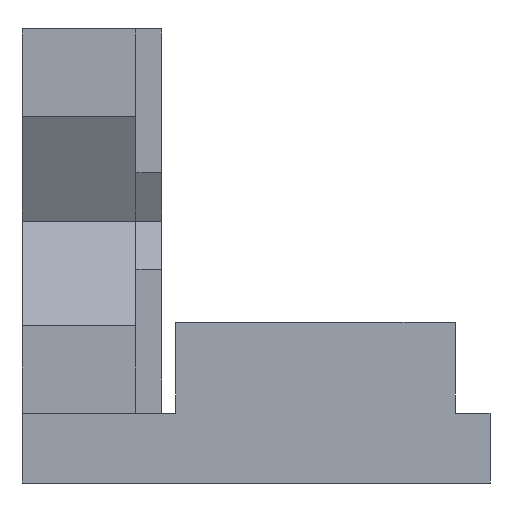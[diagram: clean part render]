
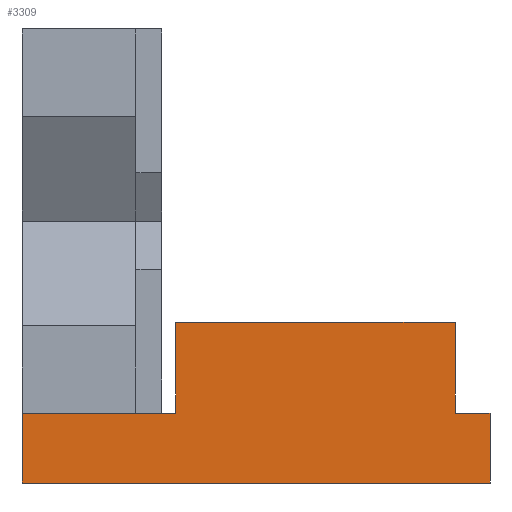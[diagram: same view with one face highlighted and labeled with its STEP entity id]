
A CAD part, front view. The second image highlights one B-rep face of the part: STEP entity #3309.
In plain terms, the highlighted planar face has unit normal (0, -1, 0).
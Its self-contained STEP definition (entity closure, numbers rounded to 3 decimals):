
#94 = ORIENTED_EDGE ( 'NONE', *, *, #1389, .F. ) ;
#117 = VECTOR ( 'NONE', #3204, 1000. ) ;
#172 = ORIENTED_EDGE ( 'NONE', *, *, #2078, .F. ) ;
#224 = CARTESIAN_POINT ( 'NONE',  ( -21.5, -43.75, 23. ) ) ;
#310 = CARTESIAN_POINT ( 'NONE',  ( -23.5, -43.75, 10. ) ) ;
#335 = LINE ( 'NONE', #569, #117 ) ;
#465 = CARTESIAN_POINT ( 'NONE',  ( 23.5, -43.75, 0. ) ) ;
#492 = DIRECTION ( 'NONE',  ( 0., 1., 0. ) ) ;
#508 = ORIENTED_EDGE ( 'NONE', *, *, #1010, .F. ) ;
#511 = LINE ( 'NONE', #310, #2308 ) ;
#517 = VECTOR ( 'NONE', #2632, 1000. ) ;
#553 = DIRECTION ( 'NONE',  ( 1., 0., 0. ) ) ;
#562 = DIRECTION ( 'NONE',  ( 1., 0., 0. ) ) ;
#569 = CARTESIAN_POINT ( 'NONE',  ( -43.5, -43.75, 10. ) ) ;
#624 = CARTESIAN_POINT ( 'NONE',  ( 18.5, -43.75, 10. ) ) ;
#658 = ORIENTED_EDGE ( 'NONE', *, *, #762, .T. ) ;
#700 = DIRECTION ( 'NONE',  ( 0., 0., -1. ) ) ;
#762 = EDGE_CURVE ( 'NONE', #2670, #1573, #2170, .T. ) ;
#767 = EDGE_CURVE ( 'NONE', #866, #2670, #335, .T. ) ;
#770 = VERTEX_POINT ( 'NONE', #624 ) ;
#866 = VERTEX_POINT ( 'NONE', #2281 ) ;
#918 = VECTOR ( 'NONE', #1696, 1000. ) ;
#1010 = EDGE_CURVE ( 'NONE', #770, #2790, #511, .T. ) ;
#1081 = LINE ( 'NONE', #1806, #517 ) ;
#1198 = ORIENTED_EDGE ( 'NONE', *, *, #2162, .F. ) ;
#1290 = LINE ( 'NONE', #224, #3145 ) ;
#1330 = ORIENTED_EDGE ( 'NONE', *, *, #2128, .T. ) ;
#1389 = EDGE_CURVE ( 'NONE', #1522, #770, #1956, .T. ) ;
#1405 = VERTEX_POINT ( 'NONE', #2272 ) ;
#1447 = AXIS2_PLACEMENT_3D ( 'NONE', #3327, #492, #3131 ) ;
#1455 = CARTESIAN_POINT ( 'NONE',  ( 23.5, -43.75, 10. ) ) ;
#1522 = VERTEX_POINT ( 'NONE', #2659 ) ;
#1573 = VERTEX_POINT ( 'NONE', #465 ) ;
#1592 = VECTOR ( 'NONE', #553, 1000. ) ;
#1652 = CARTESIAN_POINT ( 'NONE',  ( -43.5, -43.75, 0. ) ) ;
#1696 = DIRECTION ( 'NONE',  ( 0., 0., -1. ) ) ;
#1782 = FACE_OUTER_BOUND ( 'NONE', #2445, .T. ) ;
#1797 = CARTESIAN_POINT ( 'NONE',  ( 23.5, -43.75, 10. ) ) ;
#1806 = CARTESIAN_POINT ( 'NONE',  ( -21.5, -43.75, 23. ) ) ;
#1822 = VERTEX_POINT ( 'NONE', #2999 ) ;
#1956 = LINE ( 'NONE', #2239, #918 ) ;
#1957 = ORIENTED_EDGE ( 'NONE', *, *, #2044, .F. ) ;
#2044 = EDGE_CURVE ( 'NONE', #2790, #1573, #2749, .T. ) ;
#2078 = EDGE_CURVE ( 'NONE', #866, #1405, #2233, .T. ) ;
#2128 = EDGE_CURVE ( 'NONE', #1822, #1405, #1290, .T. ) ;
#2162 = EDGE_CURVE ( 'NONE', #1822, #1522, #1081, .T. ) ;
#2170 = LINE ( 'NONE', #3224, #1592 ) ;
#2219 = CARTESIAN_POINT ( 'NONE',  ( -23.5, -43.75, 10. ) ) ;
#2233 = LINE ( 'NONE', #2219, #2697 ) ;
#2239 = CARTESIAN_POINT ( 'NONE',  ( 18.5, -43.75, 23. ) ) ;
#2256 = VECTOR ( 'NONE', #700, 1000. ) ;
#2272 = CARTESIAN_POINT ( 'NONE',  ( -21.5, -43.75, 10. ) ) ;
#2281 = CARTESIAN_POINT ( 'NONE',  ( -43.5, -43.75, 10. ) ) ;
#2301 = DIRECTION ( 'NONE',  ( 0., 0., -1. ) ) ;
#2308 = VECTOR ( 'NONE', #562, 1000. ) ;
#2445 = EDGE_LOOP ( 'NONE', ( #172, #2877, #658, #1957, #508, #94, #1198, #1330 ) ) ;
#2632 = DIRECTION ( 'NONE',  ( 1., 0., 0. ) ) ;
#2659 = CARTESIAN_POINT ( 'NONE',  ( 18.5, -43.75, 23. ) ) ;
#2670 = VERTEX_POINT ( 'NONE', #1652 ) ;
#2697 = VECTOR ( 'NONE', #3278, 1000. ) ;
#2749 = LINE ( 'NONE', #1455, #2256 ) ;
#2790 = VERTEX_POINT ( 'NONE', #1797 ) ;
#2852 = PLANE ( 'NONE',  #1447 ) ;
#2877 = ORIENTED_EDGE ( 'NONE', *, *, #767, .T. ) ;
#2999 = CARTESIAN_POINT ( 'NONE',  ( -21.5, -43.75, 23. ) ) ;
#3131 = DIRECTION ( 'NONE',  ( 0., 0., 1. ) ) ;
#3145 = VECTOR ( 'NONE', #2301, 1000. ) ;
#3204 = DIRECTION ( 'NONE',  ( 0., 0., -1. ) ) ;
#3224 = CARTESIAN_POINT ( 'NONE',  ( -23.5, -43.75, 0. ) ) ;
#3278 = DIRECTION ( 'NONE',  ( 1., 0., 0. ) ) ;
#3309 = ADVANCED_FACE ( 'NONE', ( #1782 ), #2852, .F. ) ;
#3327 = CARTESIAN_POINT ( 'NONE',  ( -23.5, -43.75, 10. ) ) ;
